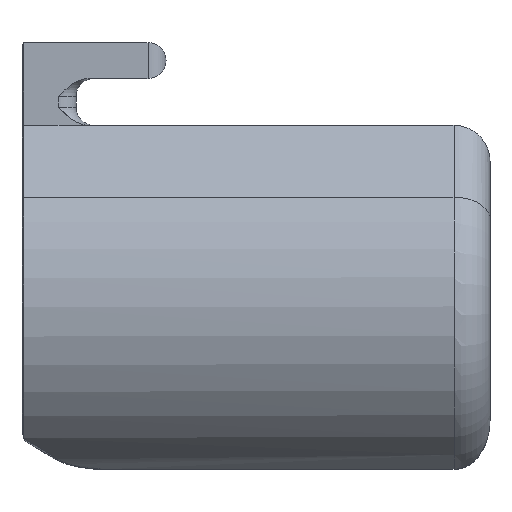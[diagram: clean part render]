
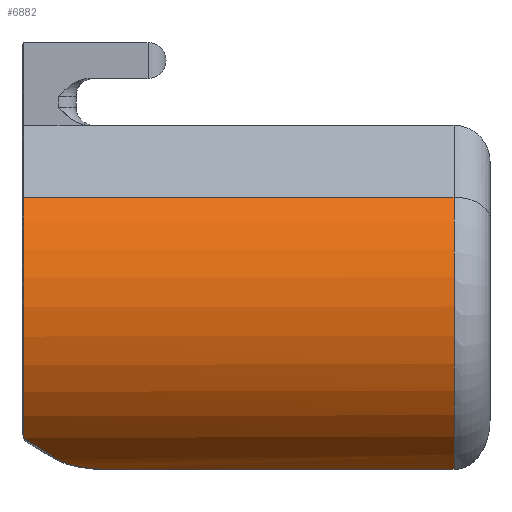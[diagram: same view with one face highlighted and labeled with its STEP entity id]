
A CAD part, left-side view. The second image highlights one B-rep face of the part: STEP entity #6882.
In plain terms, the highlighted cylindrical face has radius 50 mm (diameter 100 mm), a partial arc.
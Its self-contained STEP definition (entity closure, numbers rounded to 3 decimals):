
#54=CYLINDRICAL_SURFACE('',#7360,50.);
#390=LINE('',#9606,#819);
#398=LINE('',#10018,#827);
#819=VECTOR('',#7734,10.);
#827=VECTOR('',#7814,10.);
#1365=FACE_OUTER_BOUND('',#1777,.T.);
#1777=EDGE_LOOP('',(#4951,#4952,#4953,#4954,#4955,#4956));
#2140=CIRCLE('',#7255,50.);
#2188=CIRCLE('',#7353,50.);
#2289=B_SPLINE_CURVE_WITH_KNOTS('',3,(#9751,#9752,#9753,#9754,#9755),
 .UNSPECIFIED.,.F.,.F.,(4,1,4),(0.,0.642,
1.498),.UNSPECIFIED.);
#2292=B_SPLINE_CURVE_WITH_KNOTS('',3,(#9795,#9796,#9797,#9798),
 .UNSPECIFIED.,.F.,.F.,(4,4),(-1.571,-0.219),
 .UNSPECIFIED.);
#2818=VERTEX_POINT('',#8608);
#2819=VERTEX_POINT('',#8616);
#2888=VERTEX_POINT('',#9602);
#2889=VERTEX_POINT('',#9604);
#2891=VERTEX_POINT('',#9743);
#2906=VERTEX_POINT('',#10007);
#3526=EDGE_CURVE('',#2818,#2819,#2140,.T.);
#3640=EDGE_CURVE('',#2889,#2888,#390,.T.);
#3645=EDGE_CURVE('',#2888,#2891,#2289,.T.);
#3648=EDGE_CURVE('',#2891,#2818,#2292,.T.);
#3676=EDGE_CURVE('',#2906,#2889,#2188,.T.);
#3681=EDGE_CURVE('',#2906,#2819,#398,.T.);
#4951=ORIENTED_EDGE('',*,*,#3526,.F.);
#4952=ORIENTED_EDGE('',*,*,#3648,.F.);
#4953=ORIENTED_EDGE('',*,*,#3645,.F.);
#4954=ORIENTED_EDGE('',*,*,#3640,.F.);
#4955=ORIENTED_EDGE('',*,*,#3676,.F.);
#4956=ORIENTED_EDGE('',*,*,#3681,.T.);
#6882=ADVANCED_FACE('',(#1365),#54,.T.);
#7255=AXIS2_PLACEMENT_3D('',#8617,#7561,#7562);
#7353=AXIS2_PLACEMENT_3D('',#10009,#7801,#7802);
#7360=AXIS2_PLACEMENT_3D('',#10022,#7820,#7821);
#7561=DIRECTION('center_axis',(0.,1.,0.));
#7562=DIRECTION('ref_axis',(0.,0.,-1.));
#7734=DIRECTION('',(0.,1.,0.));
#7801=DIRECTION('center_axis',(0.,-1.,0.));
#7802=DIRECTION('ref_axis',(-0.966,0.,-0.259));
#7814=DIRECTION('',(0.,1.,0.));
#7820=DIRECTION('center_axis',(0.,1.,0.));
#7821=DIRECTION('ref_axis',(0.,0.,1.));
#8608=CARTESIAN_POINT('',(-33.796,149.5,-36.849));
#8616=CARTESIAN_POINT('',(-40.,149.5,30.));
#8617=CARTESIAN_POINT('Origin',(0.,149.5,0.));
#9602=CARTESIAN_POINT('',(-20.708,126.716,-45.51));
#9604=CARTESIAN_POINT('',(-20.708,30.,-45.51));
#9606=CARTESIAN_POINT('',(-20.708,0.,-45.51));
#9743=CARTESIAN_POINT('',(-25.834,140.151,-42.809));
#9751=CARTESIAN_POINT('Ctrl Pts',(-20.708,126.716,-45.51));
#9752=CARTESIAN_POINT('Ctrl Pts',(-20.708,128.856,-45.51));
#9753=CARTESIAN_POINT('Ctrl Pts',(-21.513,133.852,-45.156));
#9754=CARTESIAN_POINT('Ctrl Pts',(-24.046,138.161,-43.888));
#9755=CARTESIAN_POINT('Ctrl Pts',(-25.834,140.151,-42.809));
#9795=CARTESIAN_POINT('Ctrl Pts',(-25.834,140.151,-42.809));
#9796=CARTESIAN_POINT('Ctrl Pts',(-28.656,143.292,-41.106));
#9797=CARTESIAN_POINT('Ctrl Pts',(-31.328,146.412,-39.112));
#9798=CARTESIAN_POINT('Ctrl Pts',(-33.796,149.5,-36.849));
#10007=CARTESIAN_POINT('',(-40.,30.,30.));
#10009=CARTESIAN_POINT('Origin',(0.,30.,0.));
#10018=CARTESIAN_POINT('',(-40.,0.,30.));
#10022=CARTESIAN_POINT('Origin',(0.,0.,0.));
